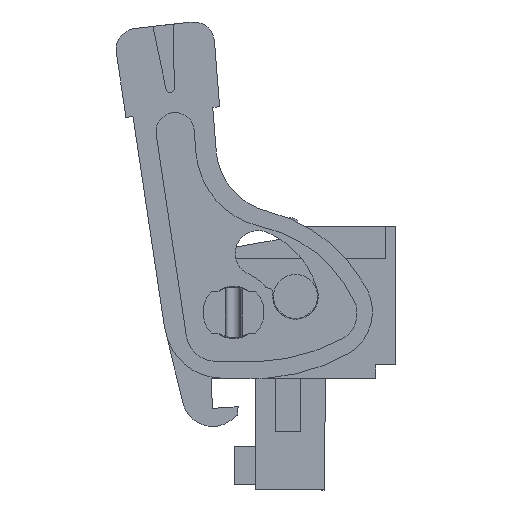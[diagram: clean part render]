
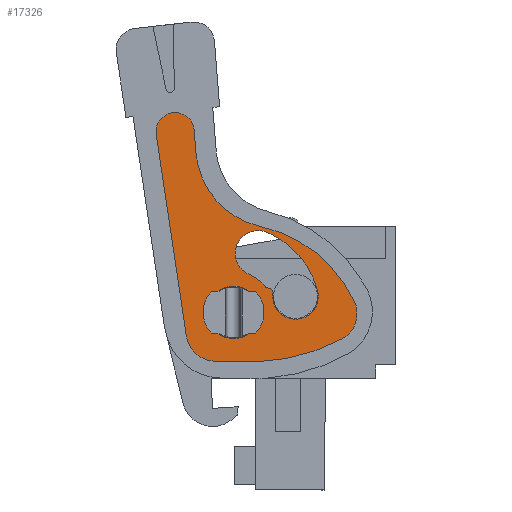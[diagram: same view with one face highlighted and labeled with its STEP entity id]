
A CAD part, left-side view. The second image highlights one B-rep face of the part: STEP entity #17326.
In plain terms, the highlighted planar face has unit normal (-1, 0, 0).
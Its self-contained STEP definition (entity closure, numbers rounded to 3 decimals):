
#17029=AXIS2_PLACEMENT_3D('Plane Axis2P3D',#17026,#17027,#17028) ;
#17158=AXIS2_PLACEMENT_3D('Circle Axis2P3D',#17156,#17157,$) ;
#17182=AXIS2_PLACEMENT_3D('Circle Axis2P3D',#17180,#17181,$) ;
#17208=AXIS2_PLACEMENT_3D('Circle Axis2P3D',#17206,#17207,$) ;
#17215=AXIS2_PLACEMENT_3D('Circle Axis2P3D',#17213,#17214,$) ;
#17222=AXIS2_PLACEMENT_3D('Circle Axis2P3D',#17220,#17221,$) ;
#17229=AXIS2_PLACEMENT_3D('Circle Axis2P3D',#17227,#17228,$) ;
#17252=AXIS2_PLACEMENT_3D('Circle Axis2P3D',#17250,#17251,$) ;
#17261=AXIS2_PLACEMENT_3D('Circle Axis2P3D',#17259,#17260,$) ;
#17268=AXIS2_PLACEMENT_3D('Circle Axis2P3D',#17266,#17267,$) ;
#17275=AXIS2_PLACEMENT_3D('Circle Axis2P3D',#17273,#17274,$) ;
#17282=AXIS2_PLACEMENT_3D('Circle Axis2P3D',#17280,#17281,$) ;
#17289=AXIS2_PLACEMENT_3D('Circle Axis2P3D',#17287,#17288,$) ;
#17296=AXIS2_PLACEMENT_3D('Circle Axis2P3D',#17294,#17295,$) ;
#17310=AXIS2_PLACEMENT_3D('Circle Axis2P3D',#17308,#17309,$) ;
#17319=AXIS2_PLACEMENT_3D('Circle Axis2P3D',#17317,#17318,$) ;
#17026=CARTESIAN_POINT('Axis2P3D Location',(1.1,1.4,0.)) ;
#17125=CARTESIAN_POINT('Line Origine',(1.1,13.287,15.072)) ;
#17129=CARTESIAN_POINT('Vertex',(1.1,12.398,9.121)) ;
#17131=CARTESIAN_POINT('Vertex',(1.1,14.176,21.023)) ;
#17156=CARTESIAN_POINT('Axis2P3D Location',(1.1,10.645,9.383)) ;
#17160=CARTESIAN_POINT('Vertex',(1.1,10.665,7.61)) ;
#17180=CARTESIAN_POINT('Axis2P3D Location',(1.1,13.058,21.19)) ;
#17184=CARTESIAN_POINT('Vertex',(1.1,11.931,21.279)) ;
#17199=CARTESIAN_POINT('Line Origine',(1.1,9.423,7.596)) ;
#17203=CARTESIAN_POINT('Vertex',(1.1,8.181,7.582)) ;
#17206=CARTESIAN_POINT('Axis2P3D Location',(1.1,8.615,19.073)) ;
#17210=CARTESIAN_POINT('Vertex',(1.1,3.202,8.927)) ;
#17213=CARTESIAN_POINT('Axis2P3D Location',(1.1,4.004,10.431)) ;
#17217=CARTESIAN_POINT('Vertex',(1.1,2.462,11.157)) ;
#17220=CARTESIAN_POINT('Axis2P3D Location',(1.1,9.73,7.737)) ;
#17224=CARTESIAN_POINT('Vertex',(1.1,8.015,15.585)) ;
#17227=CARTESIAN_POINT('Axis2P3D Location',(1.1,6.976,20.339)) ;
#17231=CARTESIAN_POINT('Vertex',(1.1,11.827,19.957)) ;
#17234=CARTESIAN_POINT('Line Origine',(1.1,11.879,20.618)) ;
#17250=CARTESIAN_POINT('Axis2P3D Location',(1.1,7.517,12.189)) ;
#17254=CARTESIAN_POINT('Vertex',(1.1,7.517,11.939)) ;
#17256=CARTESIAN_POINT('Vertex',(1.1,7.711,12.031)) ;
#17259=CARTESIAN_POINT('Axis2P3D Location',(1.1,9.6,10.5)) ;
#17263=CARTESIAN_POINT('Vertex',(1.1,8.672,12.747)) ;
#17266=CARTESIAN_POINT('Axis2P3D Location',(1.1,8.156,13.995)) ;
#17270=CARTESIAN_POINT('Vertex',(1.1,7.641,15.242)) ;
#17273=CARTESIAN_POINT('Axis2P3D Location',(1.1,9.6,10.5)) ;
#17277=CARTESIAN_POINT('Vertex',(1.1,4.633,11.789)) ;
#17280=CARTESIAN_POINT('Axis2P3D Location',(1.1,5.94,11.45)) ;
#17284=CARTESIAN_POINT('Vertex',(1.1,7.286,11.555)) ;
#17287=CARTESIAN_POINT('Axis2P3D Location',(1.1,6.887,11.524)) ;
#17291=CARTESIAN_POINT('Vertex',(1.1,7.274,11.625)) ;
#17294=CARTESIAN_POINT('Axis2P3D Location',(1.1,7.516,11.689)) ;
#17308=CARTESIAN_POINT('Axis2P3D Location',(1.1,9.6,10.5)) ;
#17312=CARTESIAN_POINT('Vertex',(1.1,9.6,8.95)) ;
#17314=CARTESIAN_POINT('Vertex',(1.1,9.6,12.05)) ;
#17317=CARTESIAN_POINT('Axis2P3D Location',(1.1,9.6,10.5)) ;
#17027=DIRECTION('Axis2P3D Direction',(1.,0.,0.)) ;
#17028=DIRECTION('Axis2P3D XDirection',(0.,1.,0.)) ;
#17126=DIRECTION('Vector Direction',(0.,0.148,0.989)) ;
#17157=DIRECTION('Axis2P3D Direction',(1.,0.,0.)) ;
#17181=DIRECTION('Axis2P3D Direction',(1.,0.,0.)) ;
#17200=DIRECTION('Vector Direction',(0.,1.,0.011)) ;
#17207=DIRECTION('Axis2P3D Direction',(1.,0.,0.)) ;
#17214=DIRECTION('Axis2P3D Direction',(1.,0.,0.)) ;
#17221=DIRECTION('Axis2P3D Direction',(1.,0.,0.)) ;
#17228=DIRECTION('Axis2P3D Direction',(1.,0.,0.)) ;
#17235=DIRECTION('Vector Direction',(0.,-0.078,-0.997)) ;
#17251=DIRECTION('Axis2P3D Direction',(1.,0.,0.)) ;
#17260=DIRECTION('Axis2P3D Direction',(1.,0.,0.)) ;
#17267=DIRECTION('Axis2P3D Direction',(1.,0.,0.)) ;
#17274=DIRECTION('Axis2P3D Direction',(1.,0.,0.)) ;
#17281=DIRECTION('Axis2P3D Direction',(1.,0.,0.)) ;
#17288=DIRECTION('Axis2P3D Direction',(1.,0.,0.)) ;
#17295=DIRECTION('Axis2P3D Direction',(1.,0.,0.)) ;
#17309=DIRECTION('Axis2P3D Direction',(1.,0.,0.)) ;
#17318=DIRECTION('Axis2P3D Direction',(1.,0.,0.)) ;
#17127=VECTOR('Line Direction',#17126,1.) ;
#17201=VECTOR('Line Direction',#17200,1.) ;
#17236=VECTOR('Line Direction',#17235,1.) ;
#17240=ORIENTED_EDGE('',*,*,#17162,.F.) ;
#17241=ORIENTED_EDGE('',*,*,#17205,.F.) ;
#17242=ORIENTED_EDGE('',*,*,#17212,.F.) ;
#17243=ORIENTED_EDGE('',*,*,#17219,.F.) ;
#17244=ORIENTED_EDGE('',*,*,#17226,.F.) ;
#17245=ORIENTED_EDGE('',*,*,#17233,.F.) ;
#17246=ORIENTED_EDGE('',*,*,#17238,.F.) ;
#17247=ORIENTED_EDGE('',*,*,#17186,.F.) ;
#17248=ORIENTED_EDGE('',*,*,#17133,.F.) ;
#17300=ORIENTED_EDGE('',*,*,#17258,.T.) ;
#17301=ORIENTED_EDGE('',*,*,#17265,.F.) ;
#17302=ORIENTED_EDGE('',*,*,#17272,.T.) ;
#17303=ORIENTED_EDGE('',*,*,#17279,.T.) ;
#17304=ORIENTED_EDGE('',*,*,#17286,.T.) ;
#17305=ORIENTED_EDGE('',*,*,#17293,.T.) ;
#17306=ORIENTED_EDGE('',*,*,#17298,.F.) ;
#17323=ORIENTED_EDGE('',*,*,#17316,.T.) ;
#17324=ORIENTED_EDGE('',*,*,#17321,.T.) ;
#17307=FACE_BOUND('',#17299,.T.) ;
#17325=FACE_BOUND('',#17322,.T.) ;
#17326=ADVANCED_FACE('lock',(#17249,#17307,#17325),#17030,.F.) ;
#17159=CIRCLE('generated circle',#17158,1.773) ;
#17183=CIRCLE('generated circle',#17182,1.131) ;
#17209=CIRCLE('generated circle',#17208,11.5) ;
#17216=CIRCLE('generated circle',#17215,1.705) ;
#17223=CIRCLE('generated circle',#17222,8.033) ;
#17230=CIRCLE('generated circle',#17229,4.866) ;
#17253=CIRCLE('generated circle',#17252,0.25) ;
#17262=CIRCLE('generated circle',#17261,2.431) ;
#17269=CIRCLE('generated circle',#17268,1.35) ;
#17276=CIRCLE('generated circle',#17275,5.131) ;
#17283=CIRCLE('generated circle',#17282,1.35) ;
#17290=CIRCLE('generated circle',#17289,0.4) ;
#17297=CIRCLE('generated circle',#17296,0.25) ;
#17311=CIRCLE('generated circle',#17310,1.55) ;
#17320=CIRCLE('generated circle',#17319,1.55) ;
#17133=EDGE_CURVE('',#17130,#17132,#17128,.T.) ;
#17162=EDGE_CURVE('',#17161,#17130,#17159,.T.) ;
#17186=EDGE_CURVE('',#17132,#17185,#17183,.T.) ;
#17205=EDGE_CURVE('',#17204,#17161,#17202,.T.) ;
#17212=EDGE_CURVE('',#17211,#17204,#17209,.T.) ;
#17219=EDGE_CURVE('',#17218,#17211,#17216,.T.) ;
#17226=EDGE_CURVE('',#17225,#17218,#17223,.T.) ;
#17233=EDGE_CURVE('',#17232,#17225,#17230,.F.) ;
#17238=EDGE_CURVE('',#17185,#17232,#17237,.T.) ;
#17258=EDGE_CURVE('',#17255,#17257,#17253,.T.) ;
#17265=EDGE_CURVE('',#17264,#17257,#17262,.T.) ;
#17272=EDGE_CURVE('',#17264,#17271,#17269,.T.) ;
#17279=EDGE_CURVE('',#17271,#17278,#17276,.T.) ;
#17286=EDGE_CURVE('',#17278,#17285,#17283,.T.) ;
#17293=EDGE_CURVE('',#17285,#17292,#17290,.T.) ;
#17298=EDGE_CURVE('',#17255,#17292,#17297,.T.) ;
#17316=EDGE_CURVE('',#17313,#17315,#17311,.T.) ;
#17321=EDGE_CURVE('',#17315,#17313,#17320,.T.) ;
#17239=EDGE_LOOP('',(#17240,#17241,#17242,#17243,#17244,#17245,#17246,#17247,#17248)) ;
#17299=EDGE_LOOP('',(#17300,#17301,#17302,#17303,#17304,#17305,#17306)) ;
#17322=EDGE_LOOP('',(#17323,#17324)) ;
#17249=FACE_OUTER_BOUND('',#17239,.T.) ;
#17128=LINE('Line',#17125,#17127) ;
#17202=LINE('Line',#17199,#17201) ;
#17237=LINE('Line',#17234,#17236) ;
#17030=PLANE('',#17029) ;
#17130=VERTEX_POINT('',#17129) ;
#17132=VERTEX_POINT('',#17131) ;
#17161=VERTEX_POINT('',#17160) ;
#17185=VERTEX_POINT('',#17184) ;
#17204=VERTEX_POINT('',#17203) ;
#17211=VERTEX_POINT('',#17210) ;
#17218=VERTEX_POINT('',#17217) ;
#17225=VERTEX_POINT('',#17224) ;
#17232=VERTEX_POINT('',#17231) ;
#17255=VERTEX_POINT('',#17254) ;
#17257=VERTEX_POINT('',#17256) ;
#17264=VERTEX_POINT('',#17263) ;
#17271=VERTEX_POINT('',#17270) ;
#17278=VERTEX_POINT('',#17277) ;
#17285=VERTEX_POINT('',#17284) ;
#17292=VERTEX_POINT('',#17291) ;
#17313=VERTEX_POINT('',#17312) ;
#17315=VERTEX_POINT('',#17314) ;
